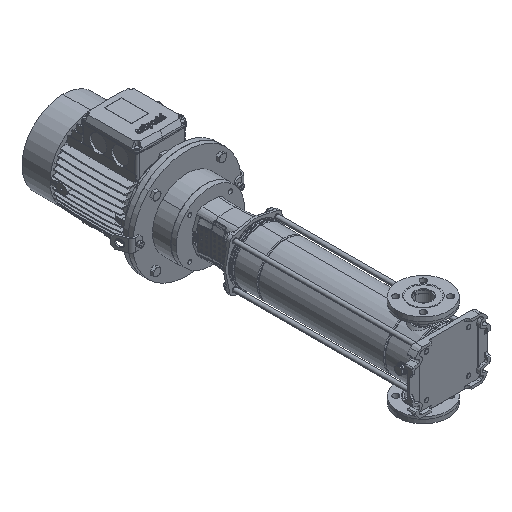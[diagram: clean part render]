
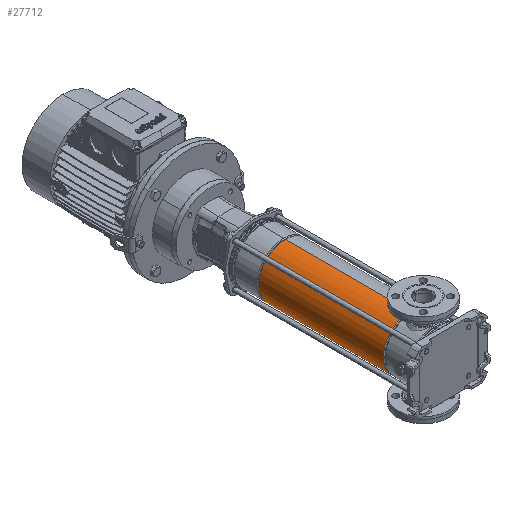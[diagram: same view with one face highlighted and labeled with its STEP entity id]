
A CAD part, isometric view. The second image highlights one B-rep face of the part: STEP entity #27712.
In plain terms, the highlighted cylindrical face has radius 85.9 mm (diameter 171.8 mm), a partial arc.
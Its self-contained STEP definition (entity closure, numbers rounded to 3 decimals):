
#790 = AXIS2_PLACEMENT_3D ( 'NONE', #21593, #29641, #13026 ) ;
#3257 = CIRCLE ( 'NONE', #79015, 85.9 ) ;
#5640 = CIRCLE ( 'NONE', #790, 85.9 ) ;
#7193 = VERTEX_POINT ( 'NONE', #69367 ) ;
#11400 = DIRECTION ( 'NONE',  ( -1., 0., 0. ) ) ;
#13026 = DIRECTION ( 'NONE',  ( -1., 0., 0. ) ) ;
#17949 = FACE_OUTER_BOUND ( 'NONE', #37683, .T. ) ;
#18259 = DIRECTION ( 'NONE',  ( 0., 0., -1. ) ) ;
#19059 = EDGE_CURVE ( 'NONE', #7193, #43092, #50899, .T. ) ;
#19455 = DIRECTION ( 'NONE',  ( 0., 0., -1. ) ) ;
#21593 = CARTESIAN_POINT ( 'NONE',  ( 0., 0., 93.897 ) ) ;
#21902 = DIRECTION ( 'NONE',  ( 0., 0., -1. ) ) ;
#22177 = ORIENTED_EDGE ( 'NONE', *, *, #19059, .F. ) ;
#25238 = VERTEX_POINT ( 'NONE', #90716 ) ;
#27712 = ADVANCED_FACE ( 'NONE', ( #17949 ), #41151, .T. ) ;
#29641 = DIRECTION ( 'NONE',  ( 0., 0., -1. ) ) ;
#32343 = EDGE_CURVE ( 'NONE', #43092, #42934, #5640, .T. ) ;
#33215 = VECTOR ( 'NONE', #81663, 1000. ) ;
#35786 = EDGE_CURVE ( 'NONE', #7193, #25238, #3257, .T. ) ;
#36730 = CARTESIAN_POINT ( 'NONE',  ( 85.9, 0., 0. ) ) ;
#36853 = AXIS2_PLACEMENT_3D ( 'NONE', #95140, #19455, #11400 ) ;
#37502 = DIRECTION ( 'NONE',  ( -1., 0., 0. ) ) ;
#37683 = EDGE_LOOP ( 'NONE', ( #22177, #98913, #59093, #40786 ) ) ;
#39862 = VECTOR ( 'NONE', #18259, 1000. ) ;
#40786 = ORIENTED_EDGE ( 'NONE', *, *, #32343, .F. ) ;
#41151 = CYLINDRICAL_SURFACE ( 'NONE', #36853, 85.9 ) ;
#41456 = CARTESIAN_POINT ( 'NONE',  ( -85.9, 0., 0. ) ) ;
#42737 = CARTESIAN_POINT ( 'NONE',  ( 0., 0., 495.103 ) ) ;
#42934 = VERTEX_POINT ( 'NONE', #62034 ) ;
#43092 = VERTEX_POINT ( 'NONE', #65537 ) ;
#44073 = EDGE_CURVE ( 'NONE', #25238, #42934, #84907, .T. ) ;
#50899 = LINE ( 'NONE', #36730, #33215 ) ;
#59093 = ORIENTED_EDGE ( 'NONE', *, *, #44073, .T. ) ;
#62034 = CARTESIAN_POINT ( 'NONE',  ( -85.9, 0., 93.897 ) ) ;
#65537 = CARTESIAN_POINT ( 'NONE',  ( 85.9, 0., 93.897 ) ) ;
#69367 = CARTESIAN_POINT ( 'NONE',  ( 85.9, 0., 495.103 ) ) ;
#79015 = AXIS2_PLACEMENT_3D ( 'NONE', #42737, #21902, #37502 ) ;
#81663 = DIRECTION ( 'NONE',  ( 0., 0., -1. ) ) ;
#84907 = LINE ( 'NONE', #41456, #39862 ) ;
#90716 = CARTESIAN_POINT ( 'NONE',  ( -85.9, 0., 495.103 ) ) ;
#95140 = CARTESIAN_POINT ( 'NONE',  ( 0., 0., 0. ) ) ;
#98913 = ORIENTED_EDGE ( 'NONE', *, *, #35786, .T. ) ;
